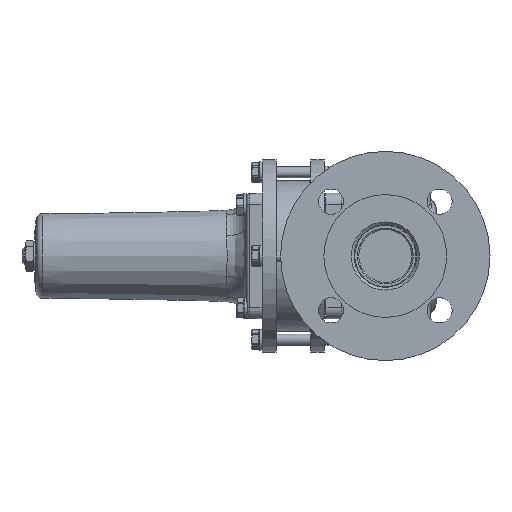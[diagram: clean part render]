
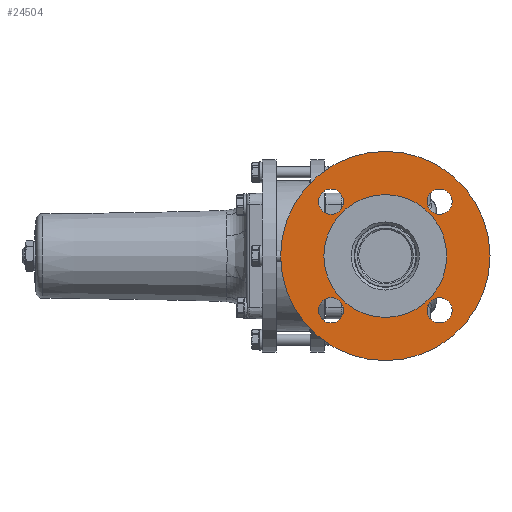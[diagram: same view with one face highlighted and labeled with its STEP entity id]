
A CAD part, left-side view. The second image highlights one B-rep face of the part: STEP entity #24504.
In plain terms, the highlighted planar face has unit normal (-1, 0, 0).
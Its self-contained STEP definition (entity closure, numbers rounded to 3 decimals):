
#2640=FACE_BOUND('',#6368,.T.);
#2641=FACE_BOUND('',#6369,.T.);
#2642=FACE_BOUND('',#6370,.T.);
#2643=FACE_BOUND('',#6371,.T.);
#2644=FACE_BOUND('',#6372,.T.);
#2998=PLANE('',#26717);
#4687=FACE_OUTER_BOUND('',#6367,.T.);
#6367=EDGE_LOOP('',(#22590));
#6368=EDGE_LOOP('',(#22591));
#6369=EDGE_LOOP('',(#22592));
#6370=EDGE_LOOP('',(#22593));
#6371=EDGE_LOOP('',(#22594));
#6372=EDGE_LOOP('',(#22595));
#8096=CIRCLE('',#24636,75.);
#8097=CIRCLE('',#24638,9.);
#8099=CIRCLE('',#24641,9.);
#8101=CIRCLE('',#24644,9.);
#8103=CIRCLE('',#24647,9.);
#9160=CIRCLE('',#26718,44.);
#9259=VERTEX_POINT('',#34146);
#9260=VERTEX_POINT('',#34150);
#9262=VERTEX_POINT('',#34156);
#9264=VERTEX_POINT('',#34162);
#9266=VERTEX_POINT('',#34168);
#11409=VERTEX_POINT('',#76742);
#11549=EDGE_CURVE('',#9259,#9259,#8096,.T.);
#11550=EDGE_CURVE('',#9260,#9260,#8097,.T.);
#11553=EDGE_CURVE('',#9262,#9262,#8099,.T.);
#11556=EDGE_CURVE('',#9264,#9264,#8101,.T.);
#11559=EDGE_CURVE('',#9266,#9266,#8103,.T.);
#15139=EDGE_CURVE('',#11409,#11409,#9160,.T.);
#22590=ORIENTED_EDGE('',*,*,#11549,.F.);
#22591=ORIENTED_EDGE('',*,*,#11559,.T.);
#22592=ORIENTED_EDGE('',*,*,#11556,.T.);
#22593=ORIENTED_EDGE('',*,*,#11553,.T.);
#22594=ORIENTED_EDGE('',*,*,#11550,.T.);
#22595=ORIENTED_EDGE('',*,*,#15139,.T.);
#24504=ADVANCED_FACE('',(#4687,#2640,#2641,#2642,#2643,#2644),#2998,.T.);
#24636=AXIS2_PLACEMENT_3D('',#34148,#26954,#26955);
#24638=AXIS2_PLACEMENT_3D('',#34151,#26958,#26959);
#24641=AXIS2_PLACEMENT_3D('',#34157,#26965,#26966);
#24644=AXIS2_PLACEMENT_3D('',#34163,#26972,#26973);
#24647=AXIS2_PLACEMENT_3D('',#34169,#26979,#26980);
#26717=AXIS2_PLACEMENT_3D('',#76741,#31917,#31918);
#26718=AXIS2_PLACEMENT_3D('',#76743,#31919,#31920);
#26954=DIRECTION('center_axis',(1.,0.,0.));
#26955=DIRECTION('ref_axis',(0.,-1.,0.));
#26958=DIRECTION('center_axis',(1.,0.,0.));
#26959=DIRECTION('ref_axis',(0.,0.,
1.));
#26965=DIRECTION('center_axis',(1.,0.,0.));
#26966=DIRECTION('ref_axis',(0.,-1.,0.));
#26972=DIRECTION('center_axis',(1.,0.,0.));
#26973=DIRECTION('ref_axis',(0.,0.,
-1.));
#26979=DIRECTION('center_axis',(1.,0.,0.));
#26980=DIRECTION('ref_axis',(0.,1.,0.));
#31917=DIRECTION('center_axis',(-1.,0.,0.));
#31918=DIRECTION('ref_axis',(0.,0.,
-1.));
#31919=DIRECTION('center_axis',(1.,0.,0.));
#31920=DIRECTION('ref_axis',(0.,-1.,0.));
#34146=CARTESIAN_POINT('',(-97.,75.,0.));
#34148=CARTESIAN_POINT('Origin',(-97.,0.,
0.));
#34150=CARTESIAN_POINT('',(-97.,-38.891,-47.891));
#34151=CARTESIAN_POINT('Origin',(-97.,-38.891,-38.891));
#34156=CARTESIAN_POINT('',(-97.,47.891,-38.891));
#34157=CARTESIAN_POINT('Origin',(-97.,38.891,-38.891));
#34162=CARTESIAN_POINT('',(-97.,38.891,47.891));
#34163=CARTESIAN_POINT('Origin',(-97.,38.891,38.891));
#34168=CARTESIAN_POINT('',(-97.,-47.891,38.891));
#34169=CARTESIAN_POINT('Origin',(-97.,-38.891,38.891));
#76741=CARTESIAN_POINT('Origin',(-97.,-59.5,0.));
#76742=CARTESIAN_POINT('',(-97.,44.,0.));
#76743=CARTESIAN_POINT('Origin',(-97.,0.,
0.));
